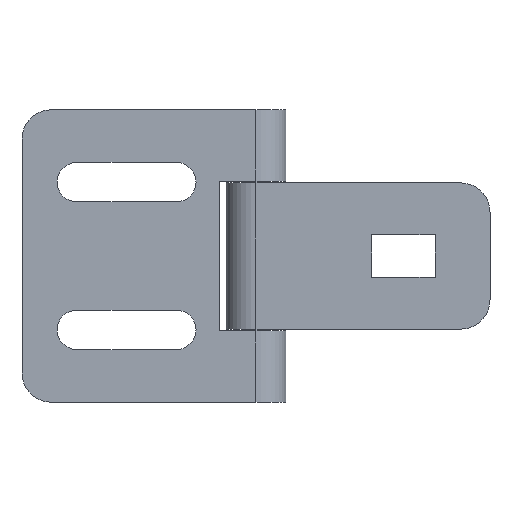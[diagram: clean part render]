
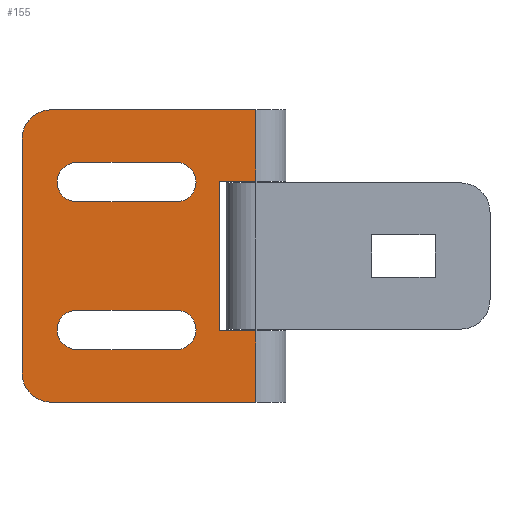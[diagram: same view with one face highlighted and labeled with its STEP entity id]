
A CAD part, front view. The second image highlights one B-rep face of the part: STEP entity #155.
In plain terms, the highlighted planar face has unit normal (0, -1, 0).
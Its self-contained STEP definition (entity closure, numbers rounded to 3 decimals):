
#155=ADVANCED_FACE('NONE',(#331,#332,#333),#334,.F.);
#331=FACE_OUTER_BOUND('',#544,.T.);
#332=FACE_BOUND('',#545,.T.);
#333=FACE_BOUND('',#546,.T.);
#334=PLANE('',#547);
#544=EDGE_LOOP('',(#876,#877,#878,#879,#880,#881,#882,#883,#884,#885));
#545=EDGE_LOOP('',(#886,#887,#888,#889,#890,#891));
#546=EDGE_LOOP('',(#892,#893,#894,#895,#896,#897));
#547=AXIS2_PLACEMENT_3D('',#898,#899,#900);
#876=ORIENTED_EDGE('',*,*,#1321,.F.);
#877=ORIENTED_EDGE('',*,*,#1322,.F.);
#878=ORIENTED_EDGE('',*,*,#1323,.F.);
#879=ORIENTED_EDGE('',*,*,#1324,.F.);
#880=ORIENTED_EDGE('',*,*,#1325,.F.);
#881=ORIENTED_EDGE('',*,*,#1326,.F.);
#882=ORIENTED_EDGE('',*,*,#1327,.F.);
#883=ORIENTED_EDGE('',*,*,#1328,.F.);
#884=ORIENTED_EDGE('',*,*,#1329,.F.);
#885=ORIENTED_EDGE('',*,*,#1330,.F.);
#886=ORIENTED_EDGE('',*,*,#1331,.F.);
#887=ORIENTED_EDGE('',*,*,#1332,.F.);
#888=ORIENTED_EDGE('',*,*,#1333,.F.);
#889=ORIENTED_EDGE('',*,*,#1311,.F.);
#890=ORIENTED_EDGE('',*,*,#1334,.F.);
#891=ORIENTED_EDGE('',*,*,#1297,.F.);
#892=ORIENTED_EDGE('',*,*,#1335,.F.);
#893=ORIENTED_EDGE('',*,*,#1336,.F.);
#894=ORIENTED_EDGE('',*,*,#1337,.F.);
#895=ORIENTED_EDGE('',*,*,#1316,.F.);
#896=ORIENTED_EDGE('',*,*,#1338,.F.);
#897=ORIENTED_EDGE('',*,*,#1292,.F.);
#898=CARTESIAN_POINT('',(-24.226,23.912,20.));
#899=DIRECTION('',(0.,1.0,0.));
#900=DIRECTION('',(1.0,0.0,0.));
#1292=EDGE_CURVE('NONE',#1548,#1551,#1552,.T.);
#1297=EDGE_CURVE('NONE',#1557,#1560,#1561,.T.);
#1311=EDGE_CURVE('NONE',#1584,#1585,#1586,.T.);
#1316=EDGE_CURVE('NONE',#1593,#1594,#1595,.T.);
#1321=EDGE_CURVE('NONE',#1602,#1603,#1604,.T.);
#1322=EDGE_CURVE('NONE',#1605,#1602,#1606,.T.);
#1323=EDGE_CURVE('NONE',#1607,#1605,#1608,.T.);
#1324=EDGE_CURVE('NONE',#1609,#1607,#1610,.T.);
#1325=EDGE_CURVE('NONE',#1611,#1609,#1612,.T.);
#1326=EDGE_CURVE('NONE',#1613,#1611,#1614,.T.);
#1327=EDGE_CURVE('NONE',#1615,#1613,#1616,.T.);
#1328=EDGE_CURVE('NONE',#1617,#1615,#1618,.T.);
#1329=EDGE_CURVE('NONE',#1619,#1617,#1620,.T.);
#1330=EDGE_CURVE('NONE',#1603,#1619,#1621,.T.);
#1331=EDGE_CURVE('NONE',#1622,#1557,#1623,.T.);
#1332=EDGE_CURVE('NONE',#1624,#1622,#1625,.T.);
#1333=EDGE_CURVE('NONE',#1585,#1624,#1626,.T.);
#1334=EDGE_CURVE('NONE',#1560,#1584,#1627,.T.);
#1335=EDGE_CURVE('NONE',#1628,#1548,#1629,.T.);
#1336=EDGE_CURVE('NONE',#1630,#1628,#1631,.T.);
#1337=EDGE_CURVE('NONE',#1594,#1630,#1632,.T.);
#1338=EDGE_CURVE('NONE',#1551,#1593,#1633,.T.);
#1548=VERTEX_POINT('',#1905);
#1551=VERTEX_POINT('NONE',#1909);
#1552=CIRCLE('',#1910,2.7);
#1557=VERTEX_POINT('',#1916);
#1560=VERTEX_POINT('NONE',#1920);
#1561=CIRCLE('',#1921,2.7);
#1584=VERTEX_POINT('NONE',#1949);
#1585=VERTEX_POINT('NONE',#1950);
#1586=CIRCLE('',#1951,2.7);
#1593=VERTEX_POINT('NONE',#1960);
#1594=VERTEX_POINT('NONE',#1961);
#1595=CIRCLE('',#1962,2.7);
#1602=VERTEX_POINT('NONE',#1971);
#1603=VERTEX_POINT('NONE',#1972);
#1604=LINE('',#1973,#1974);
#1605=VERTEX_POINT('NONE',#1975);
#1606=LINE('',#1976,#1977);
#1607=VERTEX_POINT('NONE',#1978);
#1608=LINE('',#1979,#1980);
#1609=VERTEX_POINT('NONE',#1981);
#1610=CIRCLE('',#1982,4.0);
#1611=VERTEX_POINT('NONE',#1983);
#1612=LINE('',#1984,#1985);
#1613=VERTEX_POINT('NONE',#1986);
#1614=CIRCLE('',#1987,4.0);
#1615=VERTEX_POINT('NONE',#1988);
#1616=LINE('',#1989,#1990);
#1617=VERTEX_POINT('NONE',#1991);
#1618=LINE('',#1992,#1993);
#1619=VERTEX_POINT('NONE',#1994);
#1620=LINE('',#1995,#1996);
#1621=LINE('',#1997,#1998);
#1622=VERTEX_POINT('NONE',#1999);
#1623=CIRCLE('',#2000,2.7);
#1624=VERTEX_POINT('NONE',#2001);
#1625=LINE('',#2002,#2003);
#1626=CIRCLE('',#2004,2.7);
#1627=LINE('',#2005,#2006);
#1628=VERTEX_POINT('NONE',#2007);
#1629=CIRCLE('',#2008,2.7);
#1630=VERTEX_POINT('NONE',#2009);
#1631=LINE('',#2010,#2011);
#1632=CIRCLE('',#2012,2.7);
#1633=LINE('',#2013,#2014);
#1905=CARTESIAN_POINT('',(-32.426,23.912,-10.1));
#1909=CARTESIAN_POINT('',(-35.126,23.912,-7.4));
#1910=AXIS2_PLACEMENT_3D('',#2279,#2280,#2281);
#1916=CARTESIAN_POINT('',(-32.426,23.912,10.1));
#1920=CARTESIAN_POINT('',(-35.126,23.912,12.8));
#1921=AXIS2_PLACEMENT_3D('',#2287,#2288,#2289);
#1949=CARTESIAN_POINT('',(-48.726,23.912,12.8));
#1950=CARTESIAN_POINT('',(-51.426,23.912,10.1));
#1951=AXIS2_PLACEMENT_3D('',#2310,#2311,#2312);
#1960=CARTESIAN_POINT('',(-48.726,23.912,-7.4));
#1961=CARTESIAN_POINT('',(-51.426,23.912,-10.1));
#1962=AXIS2_PLACEMENT_3D('',#2318,#2319,#2320);
#1971=CARTESIAN_POINT('',(-24.226,23.912,10.25));
#1972=CARTESIAN_POINT('',(-29.226,23.912,10.25));
#1973=CARTESIAN_POINT('',(-24.226,23.912,10.25));
#1974=VECTOR('',#2326,1000.0);
#1975=CARTESIAN_POINT('',(-24.226,23.912,20.));
#1976=CARTESIAN_POINT('',(-24.226,23.912,20.));
#1977=VECTOR('',#2327,1000.0);
#1978=CARTESIAN_POINT('',(-52.226,23.912,20.));
#1979=CARTESIAN_POINT('',(-24.226,23.912,20.));
#1980=VECTOR('',#2328,1000.0);
#1981=CARTESIAN_POINT('',(-56.226,23.912,16.));
#1982=AXIS2_PLACEMENT_3D('',#2329,#2330,#2331);
#1983=CARTESIAN_POINT('',(-56.226,23.912,-16.));
#1984=CARTESIAN_POINT('',(-56.226,23.912,20.));
#1985=VECTOR('',#2332,1000.0);
#1986=CARTESIAN_POINT('',(-52.226,23.912,-20.));
#1987=AXIS2_PLACEMENT_3D('',#2333,#2334,#2335);
#1988=CARTESIAN_POINT('',(-24.226,23.912,-20.));
#1989=CARTESIAN_POINT('',(-24.226,23.912,-20.));
#1990=VECTOR('',#2336,1000.0);
#1991=CARTESIAN_POINT('',(-24.226,23.912,-10.25));
#1992=CARTESIAN_POINT('',(-24.226,23.912,20.));
#1993=VECTOR('',#2337,1000.0);
#1994=CARTESIAN_POINT('',(-29.226,23.912,-10.25));
#1995=CARTESIAN_POINT('',(-24.226,23.912,-10.25));
#1996=VECTOR('',#2338,1000.0);
#1997=CARTESIAN_POINT('',(-29.226,23.912,20.));
#1998=VECTOR('',#2339,1000.0);
#1999=CARTESIAN_POINT('',(-35.126,23.912,7.4));
#2000=AXIS2_PLACEMENT_3D('',#2340,#2341,#2342);
#2001=CARTESIAN_POINT('',(-48.726,23.912,7.4));
#2002=CARTESIAN_POINT('',(-24.226,23.912,7.4));
#2003=VECTOR('',#2343,1000.0);
#2004=AXIS2_PLACEMENT_3D('',#2344,#2345,#2346);
#2005=CARTESIAN_POINT('',(-24.226,23.912,12.8));
#2006=VECTOR('',#2347,1000.0);
#2007=CARTESIAN_POINT('',(-35.126,23.912,-12.8));
#2008=AXIS2_PLACEMENT_3D('',#2348,#2349,#2350);
#2009=CARTESIAN_POINT('',(-48.726,23.912,-12.8));
#2010=CARTESIAN_POINT('',(-24.226,23.912,-12.8));
#2011=VECTOR('',#2351,1000.0);
#2012=AXIS2_PLACEMENT_3D('',#2352,#2353,#2354);
#2013=CARTESIAN_POINT('',(-24.226,23.912,-7.4));
#2014=VECTOR('',#2355,1000.0);
#2279=CARTESIAN_POINT('',(-35.126,23.912,-10.1));
#2280=DIRECTION('',(0.0,-1.0,0.0));
#2281=DIRECTION('',(-1.0,0.0,0.0));
#2287=CARTESIAN_POINT('',(-35.126,23.912,10.1));
#2288=DIRECTION('',(0.0,-1.0,0.0));
#2289=DIRECTION('',(-1.0,0.0,0.0));
#2310=CARTESIAN_POINT('',(-48.726,23.912,10.1));
#2311=DIRECTION('',(0.0,-1.0,0.0));
#2312=DIRECTION('',(-1.0,0.0,0.0));
#2318=CARTESIAN_POINT('',(-48.726,23.912,-10.1));
#2319=DIRECTION('',(0.0,-1.0,0.0));
#2320=DIRECTION('',(-1.0,0.0,0.0));
#2326=DIRECTION('',(-1.0,0.,0.0));
#2327=DIRECTION('',(-0.0,-0.0,-1.0));
#2328=DIRECTION('',(1.0,0.,0.0));
#2329=CARTESIAN_POINT('',(-52.226,23.912,16.));
#2330=DIRECTION('',(0.,1.0,0.0));
#2331=DIRECTION('',(-1.0,0.,0.0));
#2332=DIRECTION('',(0.0,0.0,1.0));
#2333=CARTESIAN_POINT('',(-52.226,23.912,-16.));
#2334=DIRECTION('',(0.,1.0,0.0));
#2335=DIRECTION('',(1.0,0.,0.0));
#2336=DIRECTION('',(-1.0,0.,0.0));
#2337=DIRECTION('',(-0.0,-0.0,-1.0));
#2338=DIRECTION('',(1.0,0.,0.0));
#2339=DIRECTION('',(-0.0,-0.0,-1.0));
#2340=CARTESIAN_POINT('',(-35.126,23.912,10.1));
#2341=DIRECTION('',(0.0,-1.0,0.0));
#2342=DIRECTION('',(-1.0,0.0,0.0));
#2343=DIRECTION('',(1.0,0.,0.0));
#2344=CARTESIAN_POINT('',(-48.726,23.912,10.1));
#2345=DIRECTION('',(0.0,-1.0,0.0));
#2346=DIRECTION('',(-1.0,0.0,0.0));
#2347=DIRECTION('',(-1.0,0.,0.0));
#2348=CARTESIAN_POINT('',(-35.126,23.912,-10.1));
#2349=DIRECTION('',(0.0,-1.0,0.0));
#2350=DIRECTION('',(-1.0,0.0,0.0));
#2351=DIRECTION('',(1.0,0.,0.0));
#2352=CARTESIAN_POINT('',(-48.726,23.912,-10.1));
#2353=DIRECTION('',(0.0,-1.0,0.0));
#2354=DIRECTION('',(-1.0,0.0,0.0));
#2355=DIRECTION('',(-1.0,0.,0.0));
